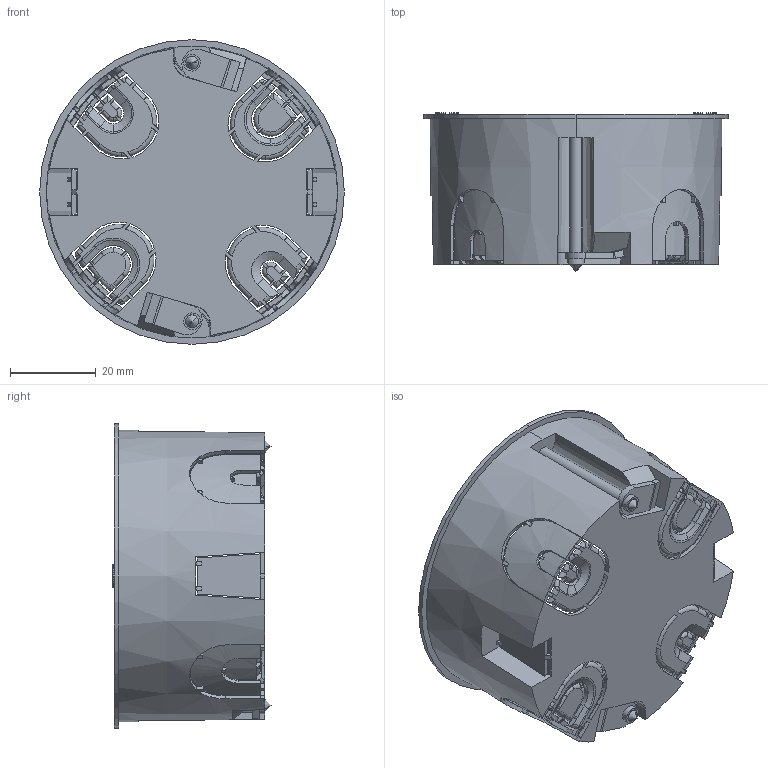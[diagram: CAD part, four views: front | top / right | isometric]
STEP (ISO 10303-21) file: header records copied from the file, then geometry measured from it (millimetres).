
FILE_DESCRIPTION (( 'STEP AP214' ), '1' );
FILE_NAME ('2003426.stp', '2019-02-11T13:36:45', ( '' ), ( '' ), 'SwSTEP 2.0', 'SolidWorks 2018', '' );
FILE_SCHEMA (( 'AUTOMOTIVE_DESIGN' ));
Length unit declared in the file: millimetre
Products named in the file (5): UP300-10-15_L15; 2003426T1-1_Standard; 2003426; WNF-6531_Standard; WNF-6532_L=32,5
Assembly tree (7 placements, depth 2):
  2003426
    2003426T1-1_Standard
    UP300-10-15_L15  x2
    WNF-6532_L=32,5  x2
    WNF-6531_Standard  x2
Bounding box: 71 x 36.85 x 71 mm (x, y, z)
Volume: 13117.3 mm3; surface area: 26568.4 mm2
Topology: 7 solids, 7 shells, 784 faces, 2250 edges, 1424 vertices
Faces by surface type: plane 440, cylinder 150, cone 102, torus 70, bspline 12, sphere 10
Entity records: 25896 total; most frequent: CARTESIAN_POINT 7280, ORIENTED_EDGE 4148, DIRECTION 3623, EDGE_CURVE 2074, VERTEX_POINT 1321, AXIS2_PLACEMENT_3D 1292, VECTOR 1039, LINE 1039
